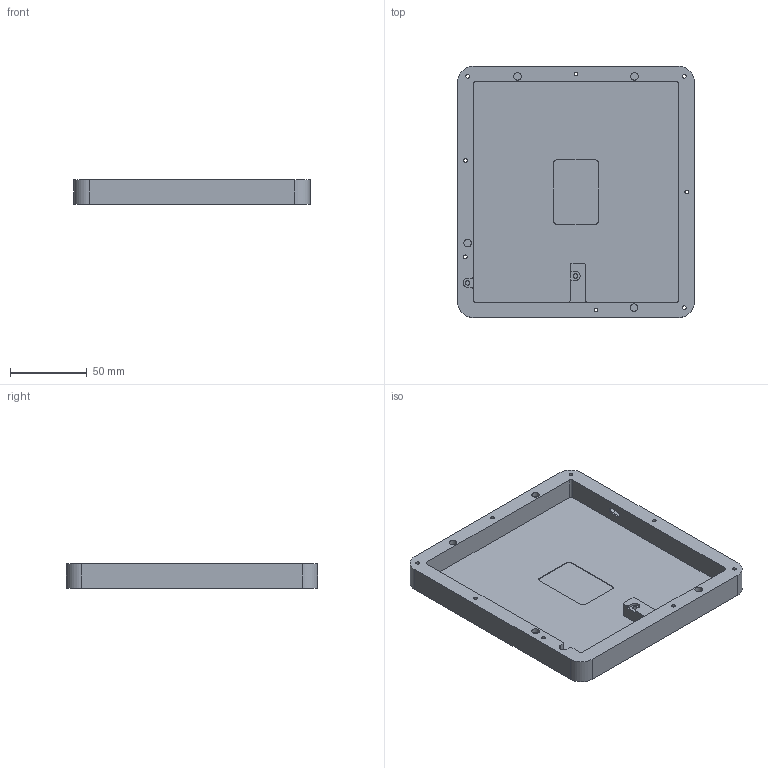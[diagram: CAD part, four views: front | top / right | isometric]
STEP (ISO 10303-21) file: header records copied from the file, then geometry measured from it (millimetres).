
FILE_DESCRIPTION(/* description */ (''),/* implementation_level */ '2;1');
FILE_NAME(/* name */ 'BOTTOM-RIGHT-ComfyHands_prototype_13Jan.step',/* time_stamp */ '2022-01-13T03:28:48+00:00',/* author */ (''),/* organization */ (''),/* preprocessor_version */ 'ST-DEVELOPER v18.1',/* originating_system */ 'Autodesk Translation Framework v10.10.0.1391',/* authorisation */ '');
FILE_SCHEMA (('AUTOMOTIVE_DESIGN { 1 0 10303 214 3 1 1 }'));
Length unit declared in the file: millimetre
Products named in the file (1): TheComfyHands
Bounding box: 154.3 x 163.82 x 16 mm (x, y, z)
Volume: 132050.4 mm3; surface area: 70278.1 mm2
Topology: 1 solids, 1 shells, 109 faces, 258 edges, 172 vertices
Faces by surface type: cylinder 56, plane 53
Full cylindrical faces by diameter (mm): 2.4 x8, 2.85 x2, 4.4 x8, 5 x4, 8.1 x4
Entity records: 3263 total; most frequent: DIRECTION 590, CARTESIAN_POINT 540, ORIENTED_EDGE 516, EDGE_CURVE 258, AXIS2_PLACEMENT_3D 222, VERTEX_POINT 172, EDGE_LOOP 148, LINE 146
